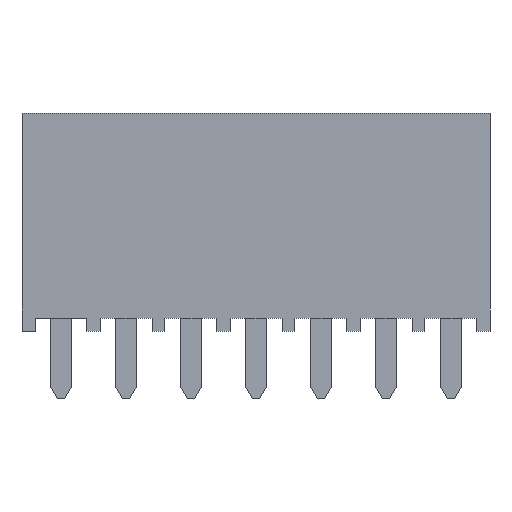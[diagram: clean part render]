
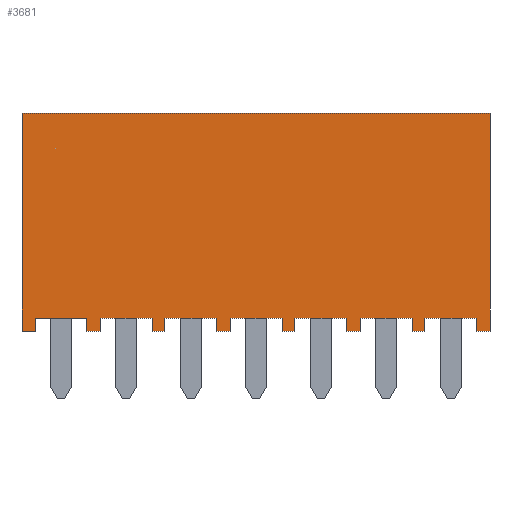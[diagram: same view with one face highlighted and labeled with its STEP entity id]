
A CAD part, front view. The second image highlights one B-rep face of the part: STEP entity #3681.
In plain terms, the highlighted planar face has unit normal (0, -1, 0).
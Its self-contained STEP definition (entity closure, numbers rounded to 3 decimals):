
#65=FACE_OUTER_BOUND($,#259,.T.);
#259=EDGE_LOOP($,(#2471,#2472,#2473,#2474,#2475,#2476,#2477,#2478,#2479,
#2480,#2481,#2482,#2483,#2484,#2485,#2486,#2487,#2488,#2489,#2490,#2491,
#2492,#2493,#2494,#2495,#2496,#2497,#2498,#2499,#2500,#2501,#2502));
#533=LINE($,#5078,#1061);
#534=LINE($,#5080,#1062);
#535=LINE($,#5082,#1063);
#536=LINE($,#5084,#1064);
#537=LINE($,#5086,#1065);
#538=LINE($,#5088,#1066);
#539=LINE($,#5090,#1067);
#540=LINE($,#5092,#1068);
#541=LINE($,#5094,#1069);
#542=LINE($,#5096,#1070);
#543=LINE($,#5098,#1071);
#544=LINE($,#5100,#1072);
#545=LINE($,#5102,#1073);
#546=LINE($,#5104,#1074);
#547=LINE($,#5106,#1075);
#548=LINE($,#5108,#1076);
#549=LINE($,#5110,#1077);
#550=LINE($,#5112,#1078);
#551=LINE($,#5114,#1079);
#552=LINE($,#5116,#1080);
#553=LINE($,#5118,#1081);
#554=LINE($,#5120,#1082);
#555=LINE($,#5122,#1083);
#556=LINE($,#5124,#1084);
#557=LINE($,#5126,#1085);
#558=LINE($,#5128,#1086);
#559=LINE($,#5130,#1087);
#560=LINE($,#5132,#1088);
#561=LINE($,#5134,#1089);
#562=LINE($,#5136,#1090);
#563=LINE($,#5138,#1091);
#564=LINE($,#5139,#1092);
#1061=VECTOR($,#4124,0.508);
#1062=VECTOR($,#4125,0.508);
#1063=VECTOR($,#4126,8.509);
#1064=VECTOR($,#4127,18.288);
#1065=VECTOR($,#4128,8.509);
#1066=VECTOR($,#4129,0.508);
#1067=VECTOR($,#4130,0.508);
#1068=VECTOR($,#4131,2.032);
#1069=VECTOR($,#4132,0.508);
#1070=VECTOR($,#4133,0.508);
#1071=VECTOR($,#4134,0.508);
#1072=VECTOR($,#4135,2.032);
#1073=VECTOR($,#4136,0.508);
#1074=VECTOR($,#4137,0.508);
#1075=VECTOR($,#4138,0.508);
#1076=VECTOR($,#4139,2.032);
#1077=VECTOR($,#4140,0.508);
#1078=VECTOR($,#4141,0.508);
#1079=VECTOR($,#4142,0.508);
#1080=VECTOR($,#4143,2.032);
#1081=VECTOR($,#4144,0.508);
#1082=VECTOR($,#4145,0.508);
#1083=VECTOR($,#4146,0.508);
#1084=VECTOR($,#4147,2.032);
#1085=VECTOR($,#4148,0.508);
#1086=VECTOR($,#4149,0.508);
#1087=VECTOR($,#4150,0.508);
#1088=VECTOR($,#4151,2.032);
#1089=VECTOR($,#4152,0.508);
#1090=VECTOR($,#4153,0.508);
#1091=VECTOR($,#4154,0.508);
#1092=VECTOR($,#4155,2.032);
#1587=VERTEX_POINT($,#5076);
#1588=VERTEX_POINT($,#5077);
#1589=VERTEX_POINT($,#5079);
#1590=VERTEX_POINT($,#5081);
#1591=VERTEX_POINT($,#5083);
#1592=VERTEX_POINT($,#5085);
#1593=VERTEX_POINT($,#5087);
#1594=VERTEX_POINT($,#5089);
#1595=VERTEX_POINT($,#5091);
#1596=VERTEX_POINT($,#5093);
#1597=VERTEX_POINT($,#5095);
#1598=VERTEX_POINT($,#5097);
#1599=VERTEX_POINT($,#5099);
#1600=VERTEX_POINT($,#5101);
#1601=VERTEX_POINT($,#5103);
#1602=VERTEX_POINT($,#5105);
#1603=VERTEX_POINT($,#5107);
#1604=VERTEX_POINT($,#5109);
#1605=VERTEX_POINT($,#5111);
#1606=VERTEX_POINT($,#5113);
#1607=VERTEX_POINT($,#5115);
#1608=VERTEX_POINT($,#5117);
#1609=VERTEX_POINT($,#5119);
#1610=VERTEX_POINT($,#5121);
#1611=VERTEX_POINT($,#5123);
#1612=VERTEX_POINT($,#5125);
#1613=VERTEX_POINT($,#5127);
#1614=VERTEX_POINT($,#5129);
#1615=VERTEX_POINT($,#5131);
#1616=VERTEX_POINT($,#5133);
#1617=VERTEX_POINT($,#5135);
#1618=VERTEX_POINT($,#5137);
#1941=EDGE_CURVE($,#1587,#1588,#533,.T.);
#1942=EDGE_CURVE($,#1587,#1589,#534,.T.);
#1943=EDGE_CURVE($,#1590,#1589,#535,.T.);
#1944=EDGE_CURVE($,#1591,#1590,#536,.T.);
#1945=EDGE_CURVE($,#1591,#1592,#537,.T.);
#1946=EDGE_CURVE($,#1592,#1593,#538,.T.);
#1947=EDGE_CURVE($,#1594,#1593,#539,.T.);
#1948=EDGE_CURVE($,#1595,#1594,#540,.T.);
#1949=EDGE_CURVE($,#1596,#1595,#541,.T.);
#1950=EDGE_CURVE($,#1596,#1597,#542,.T.);
#1951=EDGE_CURVE($,#1598,#1597,#543,.T.);
#1952=EDGE_CURVE($,#1599,#1598,#544,.T.);
#1953=EDGE_CURVE($,#1600,#1599,#545,.T.);
#1954=EDGE_CURVE($,#1600,#1601,#546,.T.);
#1955=EDGE_CURVE($,#1602,#1601,#547,.T.);
#1956=EDGE_CURVE($,#1603,#1602,#548,.T.);
#1957=EDGE_CURVE($,#1604,#1603,#549,.T.);
#1958=EDGE_CURVE($,#1604,#1605,#550,.T.);
#1959=EDGE_CURVE($,#1606,#1605,#551,.T.);
#1960=EDGE_CURVE($,#1607,#1606,#552,.T.);
#1961=EDGE_CURVE($,#1608,#1607,#553,.T.);
#1962=EDGE_CURVE($,#1608,#1609,#554,.T.);
#1963=EDGE_CURVE($,#1610,#1609,#555,.T.);
#1964=EDGE_CURVE($,#1611,#1610,#556,.T.);
#1965=EDGE_CURVE($,#1612,#1611,#557,.T.);
#1966=EDGE_CURVE($,#1612,#1613,#558,.T.);
#1967=EDGE_CURVE($,#1614,#1613,#559,.T.);
#1968=EDGE_CURVE($,#1615,#1614,#560,.T.);
#1969=EDGE_CURVE($,#1616,#1615,#561,.T.);
#1970=EDGE_CURVE($,#1616,#1617,#562,.T.);
#1971=EDGE_CURVE($,#1618,#1617,#563,.T.);
#1972=EDGE_CURVE($,#1588,#1618,#564,.T.);
#2471=ORIENTED_EDGE($,*,*,#1941,.F.);
#2472=ORIENTED_EDGE($,*,*,#1942,.T.);
#2473=ORIENTED_EDGE($,*,*,#1943,.F.);
#2474=ORIENTED_EDGE($,*,*,#1944,.F.);
#2475=ORIENTED_EDGE($,*,*,#1945,.T.);
#2476=ORIENTED_EDGE($,*,*,#1946,.T.);
#2477=ORIENTED_EDGE($,*,*,#1947,.F.);
#2478=ORIENTED_EDGE($,*,*,#1948,.F.);
#2479=ORIENTED_EDGE($,*,*,#1949,.F.);
#2480=ORIENTED_EDGE($,*,*,#1950,.T.);
#2481=ORIENTED_EDGE($,*,*,#1951,.F.);
#2482=ORIENTED_EDGE($,*,*,#1952,.F.);
#2483=ORIENTED_EDGE($,*,*,#1953,.F.);
#2484=ORIENTED_EDGE($,*,*,#1954,.T.);
#2485=ORIENTED_EDGE($,*,*,#1955,.F.);
#2486=ORIENTED_EDGE($,*,*,#1956,.F.);
#2487=ORIENTED_EDGE($,*,*,#1957,.F.);
#2488=ORIENTED_EDGE($,*,*,#1958,.T.);
#2489=ORIENTED_EDGE($,*,*,#1959,.F.);
#2490=ORIENTED_EDGE($,*,*,#1960,.F.);
#2491=ORIENTED_EDGE($,*,*,#1961,.F.);
#2492=ORIENTED_EDGE($,*,*,#1962,.T.);
#2493=ORIENTED_EDGE($,*,*,#1963,.F.);
#2494=ORIENTED_EDGE($,*,*,#1964,.F.);
#2495=ORIENTED_EDGE($,*,*,#1965,.F.);
#2496=ORIENTED_EDGE($,*,*,#1966,.T.);
#2497=ORIENTED_EDGE($,*,*,#1967,.F.);
#2498=ORIENTED_EDGE($,*,*,#1968,.F.);
#2499=ORIENTED_EDGE($,*,*,#1969,.F.);
#2500=ORIENTED_EDGE($,*,*,#1970,.T.);
#2501=ORIENTED_EDGE($,*,*,#1971,.F.);
#2502=ORIENTED_EDGE($,*,*,#1972,.F.);
#3487=PLANE($,#3880);
#3681=ADVANCED_FACE($,(#65),#3487,.F.);
#3880=AXIS2_PLACEMENT_3D($,#5075,#4122,#4123);
#4122=DIRECTION('center_axis',(0.,1.,0.));
#4123=DIRECTION('ref_axis',(-1.,0.,0.));
#4124=DIRECTION($,(0.,0.,1.));
#4125=DIRECTION($,(1.,0.,0.));
#4126=DIRECTION($,(0.,0.,-1.));
#4127=DIRECTION($,(1.,0.,0.));
#4128=DIRECTION($,(0.,0.,-1.));
#4129=DIRECTION($,(1.,0.,0.));
#4130=DIRECTION($,(0.,0.,-1.));
#4131=DIRECTION($,(-1.,0.,0.));
#4132=DIRECTION($,(0.,0.,1.));
#4133=DIRECTION($,(1.,0.,0.));
#4134=DIRECTION($,(0.,0.,-1.));
#4135=DIRECTION($,(-1.,0.,0.));
#4136=DIRECTION($,(0.,0.,1.));
#4137=DIRECTION($,(1.,0.,0.));
#4138=DIRECTION($,(0.,0.,-1.));
#4139=DIRECTION($,(-1.,0.,0.));
#4140=DIRECTION($,(0.,0.,1.));
#4141=DIRECTION($,(1.,0.,0.));
#4142=DIRECTION($,(0.,0.,-1.));
#4143=DIRECTION($,(-1.,0.,0.));
#4144=DIRECTION($,(0.,0.,1.));
#4145=DIRECTION($,(1.,0.,0.));
#4146=DIRECTION($,(0.,0.,-1.));
#4147=DIRECTION($,(-1.,0.,0.));
#4148=DIRECTION($,(0.,0.,1.));
#4149=DIRECTION($,(1.,0.,0.));
#4150=DIRECTION($,(0.,0.,-1.));
#4151=DIRECTION($,(-1.,0.,0.));
#4152=DIRECTION($,(0.,0.,1.));
#4153=DIRECTION($,(1.,0.,0.));
#4154=DIRECTION($,(0.,0.,-1.));
#4155=DIRECTION($,(-1.,0.,0.));
#5075=CARTESIAN_POINT('Origin',(-9.144,-2.477,8.509));
#5076=CARTESIAN_POINT('',(8.636,-2.477,0.));
#5077=CARTESIAN_POINT('',(8.636,-2.477,0.508));
#5078=CARTESIAN_POINT($,(8.636,-2.477,8.509));
#5079=CARTESIAN_POINT('',(9.144,-2.477,0.));
#5080=CARTESIAN_POINT($,(-9.144,-2.477,0.));
#5081=CARTESIAN_POINT('',(9.144,-2.477,8.509));
#5082=CARTESIAN_POINT($,(9.144,-2.477,8.509));
#5083=CARTESIAN_POINT('',(-9.144,-2.477,8.509));
#5084=CARTESIAN_POINT($,(-9.144,-2.477,8.509));
#5085=CARTESIAN_POINT('',(-9.144,-2.477,0.));
#5086=CARTESIAN_POINT($,(-9.144,-2.477,8.509));
#5087=CARTESIAN_POINT('',(-8.636,-2.477,0.));
#5088=CARTESIAN_POINT($,(-9.144,-2.477,0.));
#5089=CARTESIAN_POINT('',(-8.636,-2.477,0.508));
#5090=CARTESIAN_POINT($,(-8.636,-2.477,8.509));
#5091=CARTESIAN_POINT('',(-6.604,-2.477,0.508));
#5092=CARTESIAN_POINT($,(-9.144,-2.477,0.508));
#5093=CARTESIAN_POINT('',(-6.604,-2.477,0.));
#5094=CARTESIAN_POINT($,(-6.604,-2.477,8.509));
#5095=CARTESIAN_POINT('',(-6.096,-2.477,0.));
#5096=CARTESIAN_POINT($,(-9.144,-2.477,0.));
#5097=CARTESIAN_POINT('',(-6.096,-2.477,0.508));
#5098=CARTESIAN_POINT($,(-6.096,-2.477,8.509));
#5099=CARTESIAN_POINT('',(-4.064,-2.477,0.508));
#5100=CARTESIAN_POINT($,(-9.144,-2.477,0.508));
#5101=CARTESIAN_POINT('',(-4.064,-2.477,0.));
#5102=CARTESIAN_POINT($,(-4.064,-2.477,8.509));
#5103=CARTESIAN_POINT('',(-3.556,-2.477,0.));
#5104=CARTESIAN_POINT($,(-9.144,-2.477,0.));
#5105=CARTESIAN_POINT('',(-3.556,-2.477,0.508));
#5106=CARTESIAN_POINT($,(-3.556,-2.477,8.509));
#5107=CARTESIAN_POINT('',(-1.524,-2.477,0.508));
#5108=CARTESIAN_POINT($,(-9.144,-2.477,0.508));
#5109=CARTESIAN_POINT('',(-1.524,-2.477,0.));
#5110=CARTESIAN_POINT($,(-1.524,-2.477,8.509));
#5111=CARTESIAN_POINT('',(-1.016,-2.477,0.));
#5112=CARTESIAN_POINT($,(-9.144,-2.477,0.));
#5113=CARTESIAN_POINT('',(-1.016,-2.477,0.508));
#5114=CARTESIAN_POINT($,(-1.016,-2.477,8.509));
#5115=CARTESIAN_POINT('',(1.016,-2.477,0.508));
#5116=CARTESIAN_POINT($,(-9.144,-2.477,0.508));
#5117=CARTESIAN_POINT('',(1.016,-2.477,0.));
#5118=CARTESIAN_POINT($,(1.016,-2.477,8.509));
#5119=CARTESIAN_POINT('',(1.524,-2.477,0.));
#5120=CARTESIAN_POINT($,(-9.144,-2.477,0.));
#5121=CARTESIAN_POINT('',(1.524,-2.477,0.508));
#5122=CARTESIAN_POINT($,(1.524,-2.477,8.509));
#5123=CARTESIAN_POINT('',(3.556,-2.477,0.508));
#5124=CARTESIAN_POINT($,(-9.144,-2.477,0.508));
#5125=CARTESIAN_POINT('',(3.556,-2.477,0.));
#5126=CARTESIAN_POINT($,(3.556,-2.477,8.509));
#5127=CARTESIAN_POINT('',(4.064,-2.477,0.));
#5128=CARTESIAN_POINT($,(-9.144,-2.477,0.));
#5129=CARTESIAN_POINT('',(4.064,-2.477,0.508));
#5130=CARTESIAN_POINT($,(4.064,-2.477,8.509));
#5131=CARTESIAN_POINT('',(6.096,-2.477,0.508));
#5132=CARTESIAN_POINT($,(-9.144,-2.477,0.508));
#5133=CARTESIAN_POINT('',(6.096,-2.477,0.));
#5134=CARTESIAN_POINT($,(6.096,-2.477,8.509));
#5135=CARTESIAN_POINT('',(6.604,-2.477,0.));
#5136=CARTESIAN_POINT($,(-9.144,-2.477,0.));
#5137=CARTESIAN_POINT('',(6.604,-2.477,0.508));
#5138=CARTESIAN_POINT($,(6.604,-2.477,8.509));
#5139=CARTESIAN_POINT($,(-9.144,-2.477,0.508));
